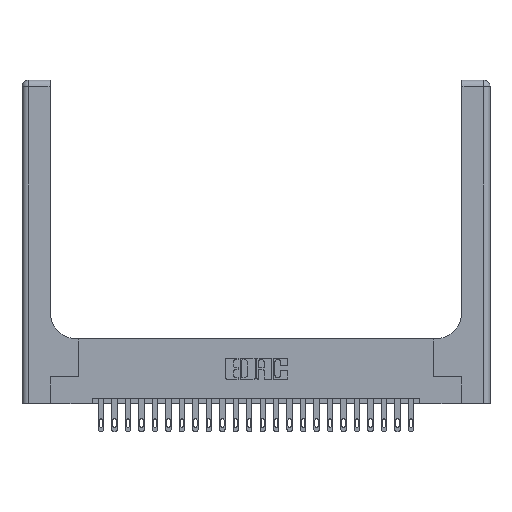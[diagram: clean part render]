
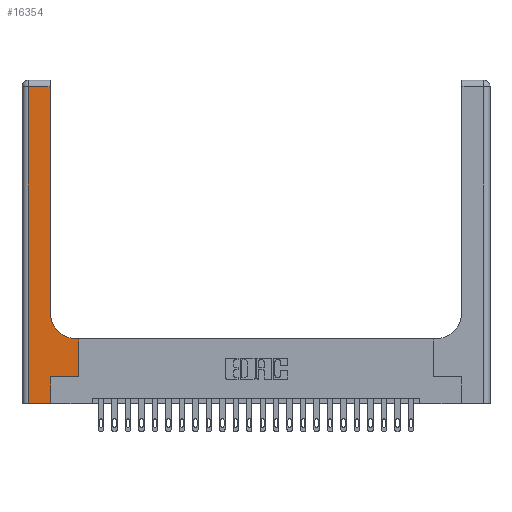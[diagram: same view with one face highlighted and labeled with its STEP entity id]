
A CAD part, top view. The second image highlights one B-rep face of the part: STEP entity #16354.
In plain terms, the highlighted planar face has unit normal (0, 0, 1).
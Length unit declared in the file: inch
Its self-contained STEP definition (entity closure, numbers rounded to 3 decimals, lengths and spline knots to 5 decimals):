
#19 = CIRCLE ( 'NONE', #21447, 0.25 ) ;
#24 = LINE ( 'NONE', #14637, #6137 ) ;
#177 = VECTOR ( 'NONE', #9805, 39.37008 ) ;
#581 = ORIENTED_EDGE ( 'NONE', *, *, #2156, .T. ) ;
#1010 = CARTESIAN_POINT ( 'NONE',  ( 0.06, 2.94, 0.37 ) ) ;
#1169 = CARTESIAN_POINT ( 'NONE',  ( 0.51, 0.6, 0.37 ) ) ;
#1739 = EDGE_CURVE ( 'NONE', #19106, #20642, #20411, .T. ) ;
#1968 = ORIENTED_EDGE ( 'NONE', *, *, #23600, .T. ) ;
#2156 = EDGE_CURVE ( 'NONE', #13313, #9183, #20702, .T. ) ;
#3132 = CARTESIAN_POINT ( 'NONE',  ( 0.26, 0.85, 0.37 ) ) ;
#3301 = ORIENTED_EDGE ( 'NONE', *, *, #7290, .T. ) ;
#3356 = VERTEX_POINT ( 'NONE', #15617 ) ;
#3497 = EDGE_CURVE ( 'NONE', #20642, #9084, #13606, .T. ) ;
#3736 = CARTESIAN_POINT ( 'NONE',  ( 0.265, 0.25, 0.37 ) ) ;
#3984 = DIRECTION ( 'NONE',  ( 1., 0., 0. ) ) ;
#4208 = EDGE_CURVE ( 'NONE', #22468, #19106, #9698, .T. ) ;
#4482 = DIRECTION ( 'NONE',  ( 0., 1., 0. ) ) ;
#4608 = VECTOR ( 'NONE', #7874, 39.37008 ) ;
#4807 = CARTESIAN_POINT ( 'NONE',  ( 0., 0., 0.37 ) ) ;
#5503 = PLANE ( 'NONE',  #22774 ) ;
#5619 = DIRECTION ( 'NONE',  ( -1., 0., 0. ) ) ;
#6137 = VECTOR ( 'NONE', #21940, 39.37008 ) ;
#6205 = CARTESIAN_POINT ( 'NONE',  ( 0.265, 0., 0.37 ) ) ;
#6748 = DIRECTION ( 'NONE',  ( 0., 0., -1. ) ) ;
#7290 = EDGE_CURVE ( 'NONE', #9084, #9276, #24, .T. ) ;
#7309 = CARTESIAN_POINT ( 'NONE',  ( 0., 3., 0.37 ) ) ;
#7874 = DIRECTION ( 'NONE',  ( 0., -1., 0. ) ) ;
#8445 = EDGE_CURVE ( 'NONE', #3356, #13313, #20401, .T. ) ;
#9084 = VERTEX_POINT ( 'NONE', #11840 ) ;
#9183 = VERTEX_POINT ( 'NONE', #9931 ) ;
#9276 = VERTEX_POINT ( 'NONE', #1169 ) ;
#9698 = LINE ( 'NONE', #6205, #18023 ) ;
#9805 = DIRECTION ( 'NONE',  ( 0., 1., 0. ) ) ;
#9931 = CARTESIAN_POINT ( 'NONE',  ( 0.06, 0., 0.37 ) ) ;
#10687 = CARTESIAN_POINT ( 'NONE',  ( 0.265, 0., 0.37 ) ) ;
#11265 = ORIENTED_EDGE ( 'NONE', *, *, #18654, .T. ) ;
#11840 = CARTESIAN_POINT ( 'NONE',  ( 0.528, 0.6, 0.37 ) ) ;
#13202 = CARTESIAN_POINT ( 'NONE',  ( 0., 2.94, 0.37 ) ) ;
#13313 = VERTEX_POINT ( 'NONE', #1010 ) ;
#13606 = LINE ( 'NONE', #15397, #18913 ) ;
#13762 = CARTESIAN_POINT ( 'NONE',  ( 0.265, 0.25, 0.37 ) ) ;
#13901 = EDGE_CURVE ( 'NONE', #9183, #22468, #21234, .T. ) ;
#14637 = CARTESIAN_POINT ( 'NONE',  ( 0.26, 0.6, 0.37 ) ) ;
#15397 = CARTESIAN_POINT ( 'NONE',  ( 0.528, 0.25, 0.37 ) ) ;
#15617 = CARTESIAN_POINT ( 'NONE',  ( 0.26, 2.94, 0.37 ) ) ;
#15970 = CARTESIAN_POINT ( 'NONE',  ( 0.528, 0.25, 0.37 ) ) ;
#15971 = VECTOR ( 'NONE', #3984, 39.37008 ) ;
#16354 = ADVANCED_FACE ( 'NONE', ( #16405 ), #5503, .F. ) ;
#16405 = FACE_OUTER_BOUND ( 'NONE', #20935, .T. ) ;
#16526 = DIRECTION ( 'NONE',  ( 0., 0., -1. ) ) ;
#16779 = ORIENTED_EDGE ( 'NONE', *, *, #13901, .T. ) ;
#17333 = CARTESIAN_POINT ( 'NONE',  ( 0.06, 3., 0.37 ) ) ;
#17440 = ORIENTED_EDGE ( 'NONE', *, *, #8445, .T. ) ;
#18023 = VECTOR ( 'NONE', #22851, 39.37008 ) ;
#18654 = EDGE_CURVE ( 'NONE', #9276, #22342, #19, .T. ) ;
#18783 = DIRECTION ( 'NONE',  ( 1., 0., 0. ) ) ;
#18913 = VECTOR ( 'NONE', #4482, 39.37008 ) ;
#19106 = VERTEX_POINT ( 'NONE', #3736 ) ;
#19415 = ORIENTED_EDGE ( 'NONE', *, *, #1739, .T. ) ;
#19501 = ORIENTED_EDGE ( 'NONE', *, *, #4208, .T. ) ;
#19676 = DIRECTION ( 'NONE',  ( 1., 0., 0. ) ) ;
#19949 = VECTOR ( 'NONE', #22307, 39.37008 ) ;
#20401 = LINE ( 'NONE', #13202, #19949 ) ;
#20410 = VECTOR ( 'NONE', #19676, 39.37008 ) ;
#20411 = LINE ( 'NONE', #13762, #15971 ) ;
#20583 = LINE ( 'NONE', #22267, #177 ) ;
#20642 = VERTEX_POINT ( 'NONE', #15970 ) ;
#20677 = ORIENTED_EDGE ( 'NONE', *, *, #3497, .T. ) ;
#20702 = LINE ( 'NONE', #17333, #4608 ) ;
#20935 = EDGE_LOOP ( 'NONE', ( #1968, #17440, #581, #16779, #19501, #19415, #20677, #3301, #11265 ) ) ;
#21234 = LINE ( 'NONE', #4807, #20410 ) ;
#21447 = AXIS2_PLACEMENT_3D ( 'NONE', #22921, #6748, #18783 ) ;
#21940 = DIRECTION ( 'NONE',  ( -1., 0., 0. ) ) ;
#22267 = CARTESIAN_POINT ( 'NONE',  ( 0.26, 3., 0.37 ) ) ;
#22307 = DIRECTION ( 'NONE',  ( -1., 0., 0. ) ) ;
#22342 = VERTEX_POINT ( 'NONE', #3132 ) ;
#22468 = VERTEX_POINT ( 'NONE', #10687 ) ;
#22774 = AXIS2_PLACEMENT_3D ( 'NONE', #7309, #16526, #5619 ) ;
#22851 = DIRECTION ( 'NONE',  ( 0., 1., 0. ) ) ;
#22921 = CARTESIAN_POINT ( 'NONE',  ( 0.51, 0.85, 0.37 ) ) ;
#23600 = EDGE_CURVE ( 'NONE', #22342, #3356, #20583, .T. ) ;
